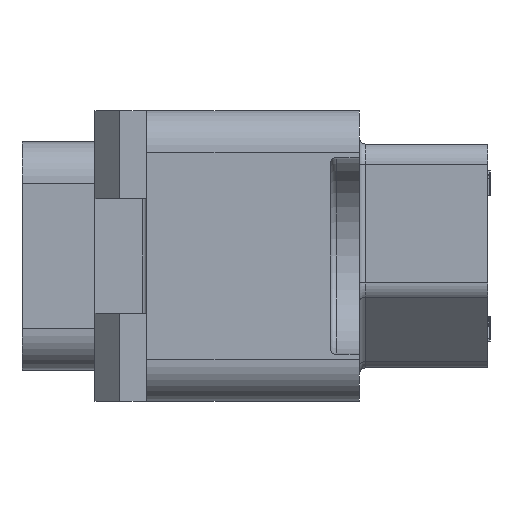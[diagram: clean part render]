
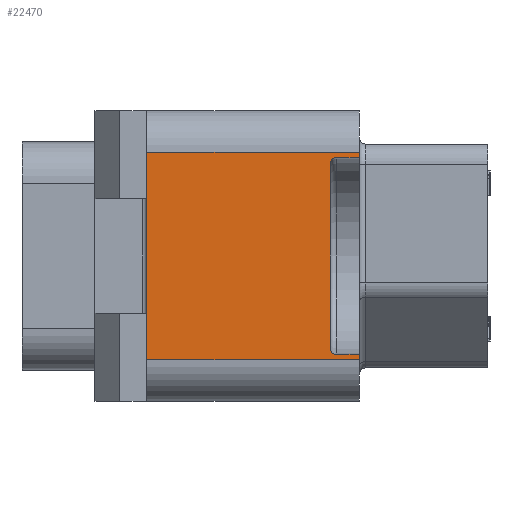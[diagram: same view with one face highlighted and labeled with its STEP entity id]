
A CAD part, left-side view. The second image highlights one B-rep face of the part: STEP entity #22470.
In plain terms, the highlighted planar face has unit normal (-1, 0, 0).
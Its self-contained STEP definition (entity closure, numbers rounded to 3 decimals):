
#399=DIRECTION('',(0.,0.,-1.));
#400=VECTOR('',#399,10.);
#401=CARTESIAN_POINT('',(-40.,10.25,5.));
#402=LINE('',#401,#400);
#452=DIRECTION('',(0.,-1.,0.));
#453=VECTOR('',#452,10.25);
#454=CARTESIAN_POINT('',(-40.,10.25,5.));
#455=LINE('',#454,#453);
#780=DIRECTION('',(0.,1.,0.));
#781=VECTOR('',#780,10.25);
#782=CARTESIAN_POINT('',(-40.,0.,-5.));
#783=LINE('',#782,#781);
#789=DIRECTION('',(0.,0.,1.));
#790=VECTOR('',#789,8.9);
#791=CARTESIAN_POINT('',(-40.,1.4,-4.45));
#792=LINE('',#791,#790);
#793=DIRECTION('',(0.,1.,0.));
#794=VECTOR('',#793,1.1);
#795=CARTESIAN_POINT('',(-40.,0.,-4.75));
#796=LINE('',#795,#794);
#797=DIRECTION('',(0.,0.,-1.));
#798=VECTOR('',#797,0.25);
#799=CARTESIAN_POINT('',(-40.,0.,-4.75));
#800=LINE('',#799,#798);
#801=DIRECTION('',(0.,0.,-1.));
#802=VECTOR('',#801,0.25);
#803=CARTESIAN_POINT('',(-40.,0.,5.));
#804=LINE('',#803,#802);
#805=DIRECTION('',(0.,1.,0.));
#806=VECTOR('',#805,1.1);
#807=CARTESIAN_POINT('',(-40.,0.,4.75));
#808=LINE('',#807,#806);
#832=CARTESIAN_POINT('',(-40.,1.1,-4.45));
#833=DIRECTION('',(1.,0.,0.));
#834=DIRECTION('',(0.,0.,-1.));
#835=AXIS2_PLACEMENT_3D('',#832,#833,#834);
#856=CARTESIAN_POINT('',(-40.,1.1,4.45));
#857=DIRECTION('',(1.,0.,0.));
#858=DIRECTION('',(0.,1.,0.));
#859=AXIS2_PLACEMENT_3D('',#856,#857,#858);
#17303=CARTESIAN_POINT('',(-40.,0.,5.));
#17304=VERTEX_POINT('',#17303);
#17305=CARTESIAN_POINT('',(-40.,10.25,5.));
#17306=VERTEX_POINT('',#17305);
#17311=CARTESIAN_POINT('',(-40.,10.25,-5.));
#17312=VERTEX_POINT('',#17311);
#17313=CARTESIAN_POINT('',(-40.,0.,-5.));
#17314=VERTEX_POINT('',#17313);
#17323=CARTESIAN_POINT('',(-40.,0.,-4.75));
#17325=VERTEX_POINT('',#17323);
#17329=CARTESIAN_POINT('',(-40.,0.,4.75));
#17330=VERTEX_POINT('',#17329);
#17540=CARTESIAN_POINT('',(-40.,1.4,-4.45));
#17542=VERTEX_POINT('',#17540);
#17544=CARTESIAN_POINT('',(-40.,1.1,-4.75));
#17546=VERTEX_POINT('',#17544);
#17551=CARTESIAN_POINT('',(-40.,1.4,4.45));
#17552=VERTEX_POINT('',#17551);
#17553=CARTESIAN_POINT('',(-40.,1.1,4.75));
#17554=VERTEX_POINT('',#17553);
#22448=CARTESIAN_POINT('',(-40.,0.,7.));
#22449=DIRECTION('',(-1.,0.,0.));
#22450=DIRECTION('',(0.,1.,0.));
#22451=AXIS2_PLACEMENT_3D('',#22448,#22449,#22450);
#22452=PLANE('',#22451);
#22454=ORIENTED_EDGE('',*,*,#22453,.F.);
#22456=ORIENTED_EDGE('',*,*,#22455,.F.);
#22458=ORIENTED_EDGE('',*,*,#22457,.F.);
#22459=ORIENTED_EDGE('',*,*,#21976,.T.);
#22460=ORIENTED_EDGE('',*,*,#22442,.T.);
#22461=ORIENTED_EDGE('',*,*,#21901,.F.);
#22462=ORIENTED_EDGE('',*,*,#21953,.T.);
#22463=ORIENTED_EDGE('',*,*,#21984,.T.);
#22465=ORIENTED_EDGE('',*,*,#22464,.T.);
#22467=ORIENTED_EDGE('',*,*,#22466,.F.);
#22468=EDGE_LOOP('',(#22454,#22456,#22458,#22459,#22460,#22461,#22462,#22463,
#22465,#22467));
#22469=FACE_OUTER_BOUND('',#22468,.F.);
#22470=ADVANCED_FACE('',(#22469),#22452,.T.);
#836=CIRCLE('',#835,0.3);
#860=CIRCLE('',#859,0.3);
#21901=EDGE_CURVE('',#17306,#17312,#402,.T.);
#21953=EDGE_CURVE('',#17306,#17304,#455,.T.);
#21976=EDGE_CURVE('',#17325,#17314,#800,.T.);
#21984=EDGE_CURVE('',#17304,#17330,#804,.T.);
#22442=EDGE_CURVE('',#17314,#17312,#783,.T.);
#22453=EDGE_CURVE('',#17542,#17552,#792,.T.);
#22455=EDGE_CURVE('',#17546,#17542,#836,.T.);
#22457=EDGE_CURVE('',#17325,#17546,#796,.T.);
#22464=EDGE_CURVE('',#17330,#17554,#808,.T.);
#22466=EDGE_CURVE('',#17552,#17554,#860,.T.);
